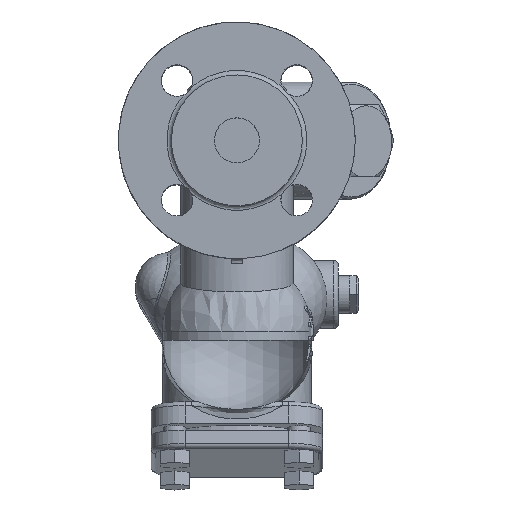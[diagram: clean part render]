
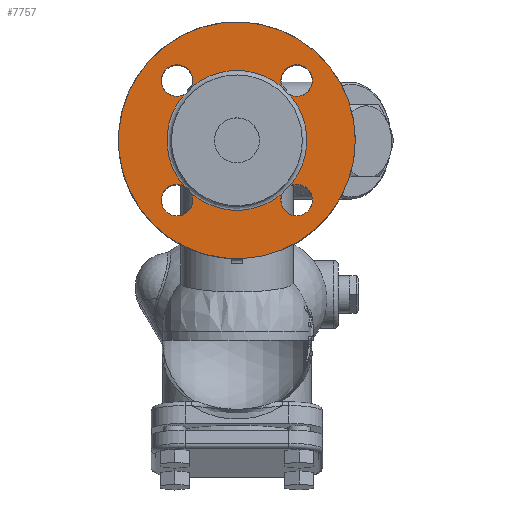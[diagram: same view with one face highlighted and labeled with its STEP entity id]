
A CAD part, top view. The second image highlights one B-rep face of the part: STEP entity #7757.
In plain terms, the highlighted planar face has unit normal (0, 0, 1).
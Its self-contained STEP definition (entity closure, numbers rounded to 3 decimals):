
#7091=CARTESIAN_POINT('',(23.526,-20.188,53.));
#7092=VERTEX_POINT('',#7091);
#7093=CARTESIAN_POINT('',(20.188,-23.526,53.));
#7094=VERTEX_POINT('',#7093);
#7110=CARTESIAN_POINT('',(23.526,20.188,53.));
#7111=VERTEX_POINT('',#7110);
#7112=CARTESIAN_POINT('',(0.0,0.0,53.0));
#7113=DIRECTION('',(0.0,0.0,1.0));
#7114=DIRECTION('',(-1.0,0.0,0.0));
#7115=AXIS2_PLACEMENT_3D('',#7112,#7113,#7114);
#7116=CIRCLE('',#7115,31.);
#7117=EDGE_CURVE('',#7092,#7111,#7116,.T.);
#7119=CARTESIAN_POINT('',(20.188,23.526,53.));
#7120=VERTEX_POINT('',#7119);
#7136=CARTESIAN_POINT('',(-20.188,23.526,53.));
#7137=VERTEX_POINT('',#7136);
#7138=CARTESIAN_POINT('',(0.0,0.0,53.0));
#7139=DIRECTION('',(0.0,0.0,1.0));
#7140=DIRECTION('',(-1.0,0.0,0.0));
#7141=AXIS2_PLACEMENT_3D('',#7138,#7139,#7140);
#7142=CIRCLE('',#7141,31.);
#7143=EDGE_CURVE('',#7120,#7137,#7142,.T.);
#7145=CARTESIAN_POINT('',(-23.526,20.188,53.));
#7146=VERTEX_POINT('',#7145);
#7162=CARTESIAN_POINT('',(-23.526,-20.188,53.));
#7163=VERTEX_POINT('',#7162);
#7164=CARTESIAN_POINT('',(0.0,0.0,53.0));
#7165=DIRECTION('',(0.0,0.0,1.0));
#7166=DIRECTION('',(-1.0,0.0,0.0));
#7167=AXIS2_PLACEMENT_3D('',#7164,#7165,#7166);
#7168=CIRCLE('',#7167,31.);
#7169=EDGE_CURVE('',#7146,#7163,#7168,.T.);
#7171=CARTESIAN_POINT('',(-20.188,-23.526,53.));
#7172=VERTEX_POINT('',#7171);
#7188=CARTESIAN_POINT('',(0.0,0.0,53.0));
#7189=DIRECTION('',(0.0,0.0,1.0));
#7190=DIRECTION('',(-1.0,0.0,0.0));
#7191=AXIS2_PLACEMENT_3D('',#7188,#7189,#7190);
#7192=CIRCLE('',#7191,31.);
#7193=EDGE_CURVE('',#7172,#7094,#7192,.T.);
#7235=CARTESIAN_POINT('',(26.517,26.517,53.));
#7236=DIRECTION('',(0.0,0.0,-1.0));
#7237=DIRECTION('',(0.0,-1.0,0.0));
#7238=AXIS2_PLACEMENT_3D('',#7235,#7236,#7237);
#7239=CIRCLE('',#7238,7.);
#7240=EDGE_CURVE('',#7120,#7111,#7239,.T.);
#7283=CARTESIAN_POINT('',(26.517,-26.517,53.));
#7284=DIRECTION('',(0.0,0.0,-1.0));
#7285=DIRECTION('',(-1.0,0.0,0.0));
#7286=AXIS2_PLACEMENT_3D('',#7283,#7284,#7285);
#7287=CIRCLE('',#7286,7.);
#7288=EDGE_CURVE('',#7092,#7094,#7287,.T.);
#7331=CARTESIAN_POINT('',(-26.517,-26.517,53.));
#7332=DIRECTION('',(0.0,0.0,-1.0));
#7333=DIRECTION('',(0.0,1.0,0.0));
#7334=AXIS2_PLACEMENT_3D('',#7331,#7332,#7333);
#7335=CIRCLE('',#7334,7.);
#7336=EDGE_CURVE('',#7172,#7163,#7335,.T.);
#7404=CARTESIAN_POINT('',(-26.517,26.517,53.));
#7405=DIRECTION('',(0.0,0.0,-1.0));
#7406=DIRECTION('',(1.0,0.0,0.0));
#7407=AXIS2_PLACEMENT_3D('',#7404,#7405,#7406);
#7408=CIRCLE('',#7407,7.);
#7409=EDGE_CURVE('',#7146,#7137,#7408,.T.);
#7731=CARTESIAN_POINT('',(0.0,0.0,53.0));
#7732=DIRECTION('',(0.0,0.0,-1.0));
#7733=DIRECTION('',(-1.0,0.0,0.0));
#7734=AXIS2_PLACEMENT_3D('',#7731,#7732,#7733);
#7735=PLANE('',#7734);
#7736=CARTESIAN_POINT('',(52.5,0.,53.0));
#7737=VERTEX_POINT('',#7736);
#7738=CARTESIAN_POINT('',(0.0,0.0,53.0));
#7739=DIRECTION('',(0.0,0.0,-1.0));
#7740=DIRECTION('',(0.0,-1.0,0.0));
#7741=AXIS2_PLACEMENT_3D('',#7738,#7739,#7740);
#7742=CIRCLE('',#7741,52.5);
#7743=EDGE_CURVE('',#7737,#7737,#7742,.T.);
#7744=ORIENTED_EDGE('',*,*,#7743,.F.);
#7745=EDGE_LOOP('',(#7744));
#7746=FACE_OUTER_BOUND('',#7745,.T.);
#7747=ORIENTED_EDGE('',*,*,#7193,.F.);
#7748=ORIENTED_EDGE('',*,*,#7336,.T.);
#7749=ORIENTED_EDGE('',*,*,#7169,.F.);
#7750=ORIENTED_EDGE('',*,*,#7409,.T.);
#7751=ORIENTED_EDGE('',*,*,#7143,.F.);
#7752=ORIENTED_EDGE('',*,*,#7240,.T.);
#7753=ORIENTED_EDGE('',*,*,#7117,.F.);
#7754=ORIENTED_EDGE('',*,*,#7288,.T.);
#7755=EDGE_LOOP('',(#7747,#7748,#7749,#7750,#7751,#7752,#7753,#7754));
#7756=FACE_BOUND('',#7755,.T.);
#7757=ADVANCED_FACE('',(#7746,#7756),#7735,.F.);
